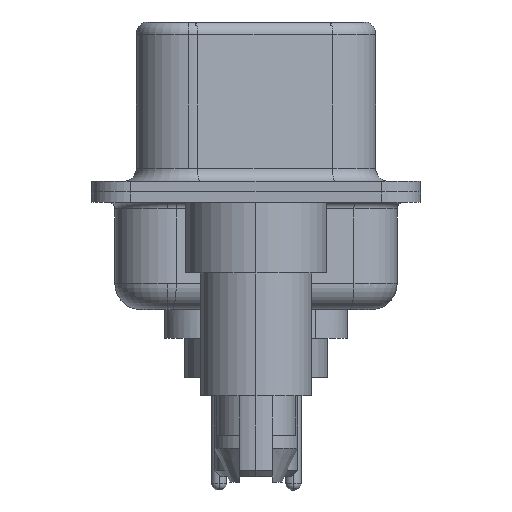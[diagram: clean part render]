
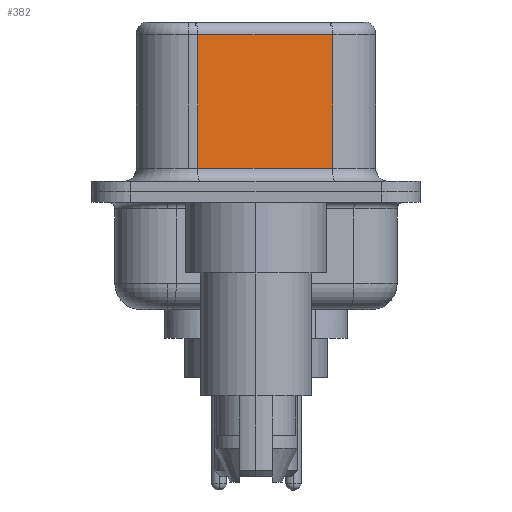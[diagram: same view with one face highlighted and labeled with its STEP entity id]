
A CAD part, left-side view. The second image highlights one B-rep face of the part: STEP entity #382.
In plain terms, the highlighted planar face has unit normal (-0.985, -0.174, 0).
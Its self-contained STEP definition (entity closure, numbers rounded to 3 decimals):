
#382 = ADVANCED_FACE ( 'NONE', ( #18717 ), #23581, .F. ) ;
#886 = ORIENTED_EDGE ( 'NONE', *, *, #23521, .T. ) ;
#1679 = DIRECTION ( 'NONE',  ( 0., 0., -1. ) ) ;
#3362 = VERTEX_POINT ( 'NONE', #9663 ) ;
#3502 = LINE ( 'NONE', #8597, #17234 ) ;
#5901 = EDGE_CURVE ( 'NONE', #3362, #9578, #18415, .T. ) ;
#6730 = EDGE_CURVE ( 'NONE', #21097, #8278, #3502, .T. ) ;
#7265 = CARTESIAN_POINT ( 'NONE',  ( 3.67, 2.233, 6.02 ) ) ;
#7497 = AXIS2_PLACEMENT_3D ( 'NONE', #11544, #19357, #19364 ) ;
#7658 = CARTESIAN_POINT ( 'NONE',  ( 4.58, -2.927, 0.9 ) ) ;
#8278 = VERTEX_POINT ( 'NONE', #7265 ) ;
#8597 = CARTESIAN_POINT ( 'NONE',  ( 4.58, -2.927, 6.02 ) ) ;
#9199 = VECTOR ( 'NONE', #17009, 1000. ) ;
#9578 = VERTEX_POINT ( 'NONE', #7658 ) ;
#9663 = CARTESIAN_POINT ( 'NONE',  ( 3.67, 2.233, 0.9 ) ) ;
#10911 = ORIENTED_EDGE ( 'NONE', *, *, #19759, .F. ) ;
#11051 = CARTESIAN_POINT ( 'NONE',  ( 3.67, 2.233, 6.52 ) ) ;
#11544 = CARTESIAN_POINT ( 'NONE',  ( 4.58, -2.927, 6.52 ) ) ;
#12451 = CARTESIAN_POINT ( 'NONE',  ( 4.58, -2.927, 0.9 ) ) ;
#12970 = CARTESIAN_POINT ( 'NONE',  ( 4.58, -2.927, 6.52 ) ) ;
#14167 = CARTESIAN_POINT ( 'NONE',  ( 4.58, -2.927, 6.02 ) ) ;
#14314 = LINE ( 'NONE', #12970, #14888 ) ;
#14772 = DIRECTION ( 'NONE',  ( 0., 0., -1. ) ) ;
#14888 = VECTOR ( 'NONE', #1679, 1000. ) ;
#15640 = LINE ( 'NONE', #11051, #19398 ) ;
#16068 = ORIENTED_EDGE ( 'NONE', *, *, #5901, .T. ) ;
#17009 = DIRECTION ( 'NONE',  ( 0.174, -0.985, 0. ) ) ;
#17234 = VECTOR ( 'NONE', #18579, 1000. ) ;
#17889 = EDGE_LOOP ( 'NONE', ( #10911, #21390, #886, #16068 ) ) ;
#18415 = LINE ( 'NONE', #12451, #9199 ) ;
#18579 = DIRECTION ( 'NONE',  ( -0.174, 0.985, 0. ) ) ;
#18717 = FACE_OUTER_BOUND ( 'NONE', #17889, .T. ) ;
#19357 = DIRECTION ( 'NONE',  ( 0.985, 0.174, 0. ) ) ;
#19364 = DIRECTION ( 'NONE',  ( -0.174, 0.985, 0. ) ) ;
#19398 = VECTOR ( 'NONE', #14772, 1000. ) ;
#19759 = EDGE_CURVE ( 'NONE', #21097, #9578, #14314, .T. ) ;
#21097 = VERTEX_POINT ( 'NONE', #14167 ) ;
#21390 = ORIENTED_EDGE ( 'NONE', *, *, #6730, .T. ) ;
#23521 = EDGE_CURVE ( 'NONE', #8278, #3362, #15640, .T. ) ;
#23581 = PLANE ( 'NONE',  #7497 ) ;
